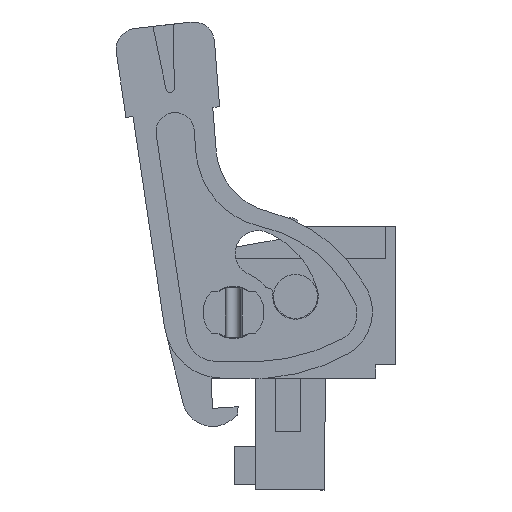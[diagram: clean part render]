
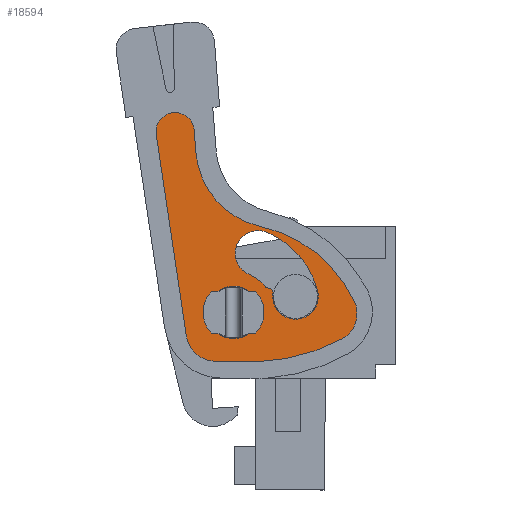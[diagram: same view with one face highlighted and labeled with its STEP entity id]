
A CAD part, left-side view. The second image highlights one B-rep face of the part: STEP entity #18594.
In plain terms, the highlighted planar face has unit normal (-1, 0, 0).
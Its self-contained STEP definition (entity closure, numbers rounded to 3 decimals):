
#18297=AXIS2_PLACEMENT_3D('Plane Axis2P3D',#18294,#18295,#18296) ;
#18426=AXIS2_PLACEMENT_3D('Circle Axis2P3D',#18424,#18425,$) ;
#18450=AXIS2_PLACEMENT_3D('Circle Axis2P3D',#18448,#18449,$) ;
#18476=AXIS2_PLACEMENT_3D('Circle Axis2P3D',#18474,#18475,$) ;
#18483=AXIS2_PLACEMENT_3D('Circle Axis2P3D',#18481,#18482,$) ;
#18490=AXIS2_PLACEMENT_3D('Circle Axis2P3D',#18488,#18489,$) ;
#18497=AXIS2_PLACEMENT_3D('Circle Axis2P3D',#18495,#18496,$) ;
#18520=AXIS2_PLACEMENT_3D('Circle Axis2P3D',#18518,#18519,$) ;
#18529=AXIS2_PLACEMENT_3D('Circle Axis2P3D',#18527,#18528,$) ;
#18536=AXIS2_PLACEMENT_3D('Circle Axis2P3D',#18534,#18535,$) ;
#18543=AXIS2_PLACEMENT_3D('Circle Axis2P3D',#18541,#18542,$) ;
#18550=AXIS2_PLACEMENT_3D('Circle Axis2P3D',#18548,#18549,$) ;
#18557=AXIS2_PLACEMENT_3D('Circle Axis2P3D',#18555,#18556,$) ;
#18564=AXIS2_PLACEMENT_3D('Circle Axis2P3D',#18562,#18563,$) ;
#18578=AXIS2_PLACEMENT_3D('Circle Axis2P3D',#18576,#18577,$) ;
#18587=AXIS2_PLACEMENT_3D('Circle Axis2P3D',#18585,#18586,$) ;
#18294=CARTESIAN_POINT('Axis2P3D Location',(1.1,1.4,0.)) ;
#18393=CARTESIAN_POINT('Line Origine',(1.1,13.287,15.072)) ;
#18397=CARTESIAN_POINT('Vertex',(1.1,12.398,9.121)) ;
#18399=CARTESIAN_POINT('Vertex',(1.1,14.176,21.023)) ;
#18424=CARTESIAN_POINT('Axis2P3D Location',(1.1,10.645,9.383)) ;
#18428=CARTESIAN_POINT('Vertex',(1.1,10.665,7.61)) ;
#18448=CARTESIAN_POINT('Axis2P3D Location',(1.1,13.058,21.19)) ;
#18452=CARTESIAN_POINT('Vertex',(1.1,11.931,21.279)) ;
#18467=CARTESIAN_POINT('Line Origine',(1.1,9.423,7.596)) ;
#18471=CARTESIAN_POINT('Vertex',(1.1,8.181,7.582)) ;
#18474=CARTESIAN_POINT('Axis2P3D Location',(1.1,8.615,19.073)) ;
#18478=CARTESIAN_POINT('Vertex',(1.1,3.202,8.927)) ;
#18481=CARTESIAN_POINT('Axis2P3D Location',(1.1,4.004,10.431)) ;
#18485=CARTESIAN_POINT('Vertex',(1.1,2.462,11.157)) ;
#18488=CARTESIAN_POINT('Axis2P3D Location',(1.1,9.73,7.737)) ;
#18492=CARTESIAN_POINT('Vertex',(1.1,8.015,15.585)) ;
#18495=CARTESIAN_POINT('Axis2P3D Location',(1.1,6.976,20.339)) ;
#18499=CARTESIAN_POINT('Vertex',(1.1,11.827,19.957)) ;
#18502=CARTESIAN_POINT('Line Origine',(1.1,11.879,20.618)) ;
#18518=CARTESIAN_POINT('Axis2P3D Location',(1.1,7.517,12.189)) ;
#18522=CARTESIAN_POINT('Vertex',(1.1,7.517,11.939)) ;
#18524=CARTESIAN_POINT('Vertex',(1.1,7.711,12.031)) ;
#18527=CARTESIAN_POINT('Axis2P3D Location',(1.1,9.6,10.5)) ;
#18531=CARTESIAN_POINT('Vertex',(1.1,8.672,12.747)) ;
#18534=CARTESIAN_POINT('Axis2P3D Location',(1.1,8.156,13.995)) ;
#18538=CARTESIAN_POINT('Vertex',(1.1,7.641,15.242)) ;
#18541=CARTESIAN_POINT('Axis2P3D Location',(1.1,9.6,10.5)) ;
#18545=CARTESIAN_POINT('Vertex',(1.1,4.633,11.789)) ;
#18548=CARTESIAN_POINT('Axis2P3D Location',(1.1,5.94,11.45)) ;
#18552=CARTESIAN_POINT('Vertex',(1.1,7.286,11.555)) ;
#18555=CARTESIAN_POINT('Axis2P3D Location',(1.1,6.887,11.524)) ;
#18559=CARTESIAN_POINT('Vertex',(1.1,7.274,11.625)) ;
#18562=CARTESIAN_POINT('Axis2P3D Location',(1.1,7.516,11.689)) ;
#18576=CARTESIAN_POINT('Axis2P3D Location',(1.1,9.6,10.5)) ;
#18580=CARTESIAN_POINT('Vertex',(1.1,9.6,8.95)) ;
#18582=CARTESIAN_POINT('Vertex',(1.1,9.6,12.05)) ;
#18585=CARTESIAN_POINT('Axis2P3D Location',(1.1,9.6,10.5)) ;
#18295=DIRECTION('Axis2P3D Direction',(1.,0.,0.)) ;
#18296=DIRECTION('Axis2P3D XDirection',(0.,1.,0.)) ;
#18394=DIRECTION('Vector Direction',(0.,0.148,0.989)) ;
#18425=DIRECTION('Axis2P3D Direction',(1.,0.,0.)) ;
#18449=DIRECTION('Axis2P3D Direction',(1.,0.,0.)) ;
#18468=DIRECTION('Vector Direction',(0.,1.,0.011)) ;
#18475=DIRECTION('Axis2P3D Direction',(1.,0.,0.)) ;
#18482=DIRECTION('Axis2P3D Direction',(1.,0.,0.)) ;
#18489=DIRECTION('Axis2P3D Direction',(1.,0.,0.)) ;
#18496=DIRECTION('Axis2P3D Direction',(1.,0.,0.)) ;
#18503=DIRECTION('Vector Direction',(0.,-0.078,-0.997)) ;
#18519=DIRECTION('Axis2P3D Direction',(1.,0.,0.)) ;
#18528=DIRECTION('Axis2P3D Direction',(1.,0.,0.)) ;
#18535=DIRECTION('Axis2P3D Direction',(1.,0.,0.)) ;
#18542=DIRECTION('Axis2P3D Direction',(1.,0.,0.)) ;
#18549=DIRECTION('Axis2P3D Direction',(1.,0.,0.)) ;
#18556=DIRECTION('Axis2P3D Direction',(1.,0.,0.)) ;
#18563=DIRECTION('Axis2P3D Direction',(1.,0.,0.)) ;
#18577=DIRECTION('Axis2P3D Direction',(1.,0.,0.)) ;
#18586=DIRECTION('Axis2P3D Direction',(1.,0.,0.)) ;
#18395=VECTOR('Line Direction',#18394,1.) ;
#18469=VECTOR('Line Direction',#18468,1.) ;
#18504=VECTOR('Line Direction',#18503,1.) ;
#18508=ORIENTED_EDGE('',*,*,#18430,.F.) ;
#18509=ORIENTED_EDGE('',*,*,#18473,.F.) ;
#18510=ORIENTED_EDGE('',*,*,#18480,.F.) ;
#18511=ORIENTED_EDGE('',*,*,#18487,.F.) ;
#18512=ORIENTED_EDGE('',*,*,#18494,.F.) ;
#18513=ORIENTED_EDGE('',*,*,#18501,.F.) ;
#18514=ORIENTED_EDGE('',*,*,#18506,.F.) ;
#18515=ORIENTED_EDGE('',*,*,#18454,.F.) ;
#18516=ORIENTED_EDGE('',*,*,#18401,.F.) ;
#18568=ORIENTED_EDGE('',*,*,#18526,.T.) ;
#18569=ORIENTED_EDGE('',*,*,#18533,.F.) ;
#18570=ORIENTED_EDGE('',*,*,#18540,.T.) ;
#18571=ORIENTED_EDGE('',*,*,#18547,.T.) ;
#18572=ORIENTED_EDGE('',*,*,#18554,.T.) ;
#18573=ORIENTED_EDGE('',*,*,#18561,.T.) ;
#18574=ORIENTED_EDGE('',*,*,#18566,.F.) ;
#18591=ORIENTED_EDGE('',*,*,#18584,.T.) ;
#18592=ORIENTED_EDGE('',*,*,#18589,.T.) ;
#18575=FACE_BOUND('',#18567,.T.) ;
#18593=FACE_BOUND('',#18590,.T.) ;
#18594=ADVANCED_FACE('lock',(#18517,#18575,#18593),#18298,.F.) ;
#18427=CIRCLE('generated circle',#18426,1.773) ;
#18451=CIRCLE('generated circle',#18450,1.131) ;
#18477=CIRCLE('generated circle',#18476,11.5) ;
#18484=CIRCLE('generated circle',#18483,1.705) ;
#18491=CIRCLE('generated circle',#18490,8.033) ;
#18498=CIRCLE('generated circle',#18497,4.866) ;
#18521=CIRCLE('generated circle',#18520,0.25) ;
#18530=CIRCLE('generated circle',#18529,2.431) ;
#18537=CIRCLE('generated circle',#18536,1.35) ;
#18544=CIRCLE('generated circle',#18543,5.131) ;
#18551=CIRCLE('generated circle',#18550,1.35) ;
#18558=CIRCLE('generated circle',#18557,0.4) ;
#18565=CIRCLE('generated circle',#18564,0.25) ;
#18579=CIRCLE('generated circle',#18578,1.55) ;
#18588=CIRCLE('generated circle',#18587,1.55) ;
#18401=EDGE_CURVE('',#18398,#18400,#18396,.T.) ;
#18430=EDGE_CURVE('',#18429,#18398,#18427,.T.) ;
#18454=EDGE_CURVE('',#18400,#18453,#18451,.T.) ;
#18473=EDGE_CURVE('',#18472,#18429,#18470,.T.) ;
#18480=EDGE_CURVE('',#18479,#18472,#18477,.T.) ;
#18487=EDGE_CURVE('',#18486,#18479,#18484,.T.) ;
#18494=EDGE_CURVE('',#18493,#18486,#18491,.T.) ;
#18501=EDGE_CURVE('',#18500,#18493,#18498,.F.) ;
#18506=EDGE_CURVE('',#18453,#18500,#18505,.T.) ;
#18526=EDGE_CURVE('',#18523,#18525,#18521,.T.) ;
#18533=EDGE_CURVE('',#18532,#18525,#18530,.T.) ;
#18540=EDGE_CURVE('',#18532,#18539,#18537,.T.) ;
#18547=EDGE_CURVE('',#18539,#18546,#18544,.T.) ;
#18554=EDGE_CURVE('',#18546,#18553,#18551,.T.) ;
#18561=EDGE_CURVE('',#18553,#18560,#18558,.T.) ;
#18566=EDGE_CURVE('',#18523,#18560,#18565,.T.) ;
#18584=EDGE_CURVE('',#18581,#18583,#18579,.T.) ;
#18589=EDGE_CURVE('',#18583,#18581,#18588,.T.) ;
#18507=EDGE_LOOP('',(#18508,#18509,#18510,#18511,#18512,#18513,#18514,#18515,#18516)) ;
#18567=EDGE_LOOP('',(#18568,#18569,#18570,#18571,#18572,#18573,#18574)) ;
#18590=EDGE_LOOP('',(#18591,#18592)) ;
#18517=FACE_OUTER_BOUND('',#18507,.T.) ;
#18396=LINE('Line',#18393,#18395) ;
#18470=LINE('Line',#18467,#18469) ;
#18505=LINE('Line',#18502,#18504) ;
#18298=PLANE('',#18297) ;
#18398=VERTEX_POINT('',#18397) ;
#18400=VERTEX_POINT('',#18399) ;
#18429=VERTEX_POINT('',#18428) ;
#18453=VERTEX_POINT('',#18452) ;
#18472=VERTEX_POINT('',#18471) ;
#18479=VERTEX_POINT('',#18478) ;
#18486=VERTEX_POINT('',#18485) ;
#18493=VERTEX_POINT('',#18492) ;
#18500=VERTEX_POINT('',#18499) ;
#18523=VERTEX_POINT('',#18522) ;
#18525=VERTEX_POINT('',#18524) ;
#18532=VERTEX_POINT('',#18531) ;
#18539=VERTEX_POINT('',#18538) ;
#18546=VERTEX_POINT('',#18545) ;
#18553=VERTEX_POINT('',#18552) ;
#18560=VERTEX_POINT('',#18559) ;
#18581=VERTEX_POINT('',#18580) ;
#18583=VERTEX_POINT('',#18582) ;
